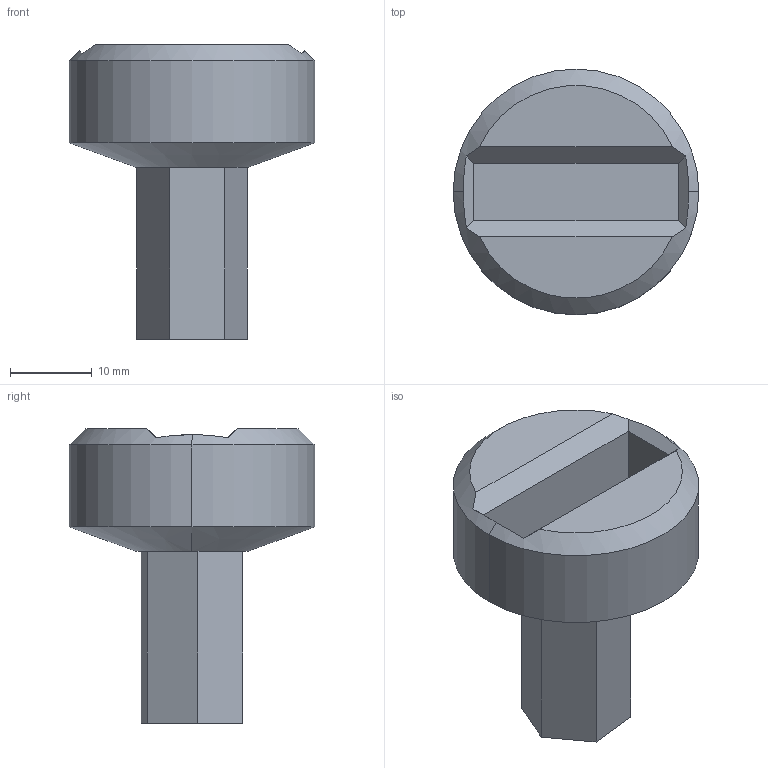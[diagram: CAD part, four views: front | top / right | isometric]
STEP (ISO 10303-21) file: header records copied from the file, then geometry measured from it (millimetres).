
FILE_DESCRIPTION (( 'STEP AP203' ), '1' );
FILE_NAME ('Actuator¢ñ.STE', '2024-05-09T00:44:50', ( '' ), ( '' ), 'SwSTEP 2.0', 'SolidWorks 2024', '' );
FILE_SCHEMA (( 'CONFIG_CONTROL_DESIGN' ));
Length unit declared in the file: millimetre
Products named in the file (1): ActuatorⅠ
Bounding box: 30 x 30 x 36 mm (x, y, z)
Volume: 9802.3 mm3; surface area: 4026.4 mm2
Topology: 1 solids, 1 shells, 33 faces, 70 edges, 40 vertices
Faces by surface type: plane 25, cone 4, cylinder 4
Entity records: 947 total; most frequent: CARTESIAN_POINT 168, DIRECTION 148, ORIENTED_EDGE 140, EDGE_CURVE 70, AXIS2_PLACEMENT_3D 52, LINE 44, VECTOR 44, VERTEX_POINT 40
